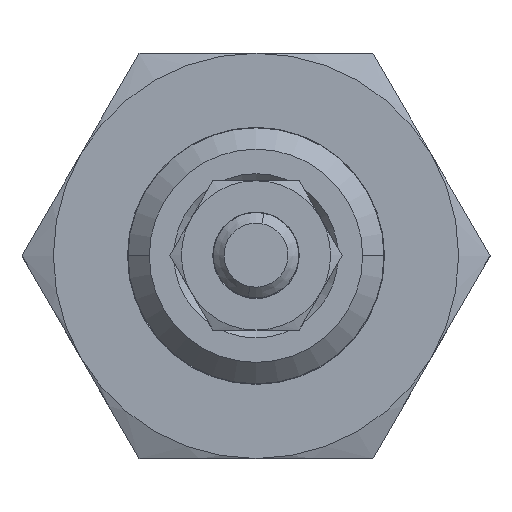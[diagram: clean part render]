
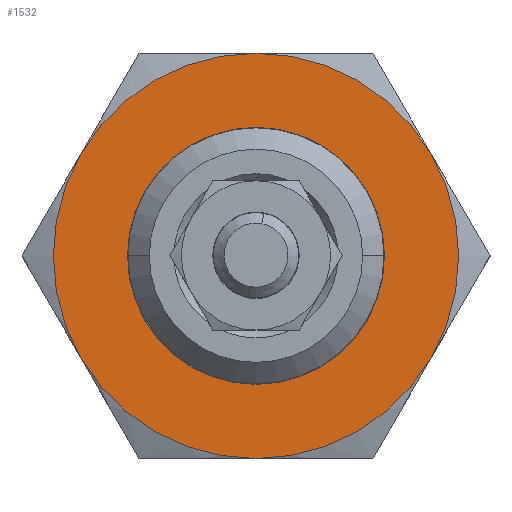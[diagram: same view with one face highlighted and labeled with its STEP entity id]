
A CAD part, top view. The second image highlights one B-rep face of the part: STEP entity #1532.
In plain terms, the highlighted planar face has unit normal (0, 0, 1).
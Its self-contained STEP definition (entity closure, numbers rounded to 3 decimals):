
#175 = DIRECTION ( 'NONE',  ( 0.866, -0.5, 0. ) ) ;
#518 = ORIENTED_EDGE ( 'NONE', *, *, #1379, .T. ) ;
#535 = CARTESIAN_POINT ( 'NONE',  ( 0., 0., 80. ) ) ;
#633 = CIRCLE ( 'NONE', #4644, 9.5 ) ;
#794 = DIRECTION ( 'NONE',  ( 0., 0., -1. ) ) ;
#877 = DIRECTION ( 'NONE',  ( 0.866, -0.5, 0. ) ) ;
#1222 = DIRECTION ( 'NONE',  ( 0., 0., -1. ) ) ;
#1296 = ORIENTED_EDGE ( 'NONE', *, *, #5943, .T. ) ;
#1379 = EDGE_CURVE ( 'NONE', #3779, #11032, #5518, .T. ) ;
#1431 = CARTESIAN_POINT ( 'NONE',  ( -8.227, -4.75, 80. ) ) ;
#1532 = ADVANCED_FACE ( 'NONE', ( #10489, #8883 ), #5209, .F. ) ;
#1569 = CARTESIAN_POINT ( 'NONE',  ( 0., 9.5, 80. ) ) ;
#1640 = DIRECTION ( 'NONE',  ( 0.866, -0.5, 0. ) ) ;
#1926 = AXIS2_PLACEMENT_3D ( 'NONE', #2556, #4280, #1640 ) ;
#2151 = CIRCLE ( 'NONE', #6204, 9.5 ) ;
#2171 = EDGE_CURVE ( 'NONE', #9704, #5156, #6267, .T. ) ;
#2255 = DIRECTION ( 'NONE',  ( 0.866, -0.5, 0. ) ) ;
#2556 = CARTESIAN_POINT ( 'NONE',  ( 0., 0., 80. ) ) ;
#2574 = VERTEX_POINT ( 'NONE', #8847 ) ;
#2592 = EDGE_CURVE ( 'NONE', #2574, #8450, #8653, .T. ) ;
#2808 = CARTESIAN_POINT ( 'NONE',  ( 0., 0., 80. ) ) ;
#3267 = VERTEX_POINT ( 'NONE', #1569 ) ;
#3288 = DIRECTION ( 'NONE',  ( 0.866, -0.5, 0. ) ) ;
#3779 = VERTEX_POINT ( 'NONE', #5504 ) ;
#3788 = CARTESIAN_POINT ( 'NONE',  ( 8.227, -4.75, 80. ) ) ;
#3835 = EDGE_LOOP ( 'NONE', ( #1296, #518 ) ) ;
#3878 = EDGE_LOOP ( 'NONE', ( #8260, #4107, #8389, #7455, #7482, #4696 ) ) ;
#4107 = ORIENTED_EDGE ( 'NONE', *, *, #2592, .F. ) ;
#4110 = CIRCLE ( 'NONE', #7980, 9.5 ) ;
#4280 = DIRECTION ( 'NONE',  ( 0., 0., -1. ) ) ;
#4636 = DIRECTION ( 'NONE',  ( 0., 0., -1. ) ) ;
#4644 = AXIS2_PLACEMENT_3D ( 'NONE', #2808, #4636, #175 ) ;
#4696 = ORIENTED_EDGE ( 'NONE', *, *, #2171, .F. ) ;
#5030 = EDGE_CURVE ( 'NONE', #7530, #3267, #633, .T. ) ;
#5156 = VERTEX_POINT ( 'NONE', #1431 ) ;
#5209 = PLANE ( 'NONE',  #7366 ) ;
#5504 = CARTESIAN_POINT ( 'NONE',  ( 5.218, -3.012, 80. ) ) ;
#5518 = CIRCLE ( 'NONE', #7543, 6.025 ) ;
#5646 = EDGE_CURVE ( 'NONE', #5156, #7530, #8166, .T. ) ;
#5766 = DIRECTION ( 'NONE',  ( 0., 0., -1. ) ) ;
#5903 = AXIS2_PLACEMENT_3D ( 'NONE', #9760, #10508, #877 ) ;
#5938 = DIRECTION ( 'NONE',  ( 0.866, -0.5, 0. ) ) ;
#5943 = EDGE_CURVE ( 'NONE', #11032, #3779, #8174, .T. ) ;
#6204 = AXIS2_PLACEMENT_3D ( 'NONE', #535, #11038, #5938 ) ;
#6267 = CIRCLE ( 'NONE', #11242, 9.5 ) ;
#6634 = DIRECTION ( 'NONE',  ( 0., 0., -1. ) ) ;
#6923 = CARTESIAN_POINT ( 'NONE',  ( 0., 0., 80. ) ) ;
#7366 = AXIS2_PLACEMENT_3D ( 'NONE', #11358, #794, #10545 ) ;
#7455 = ORIENTED_EDGE ( 'NONE', *, *, #5030, .F. ) ;
#7482 = ORIENTED_EDGE ( 'NONE', *, *, #5646, .F. ) ;
#7530 = VERTEX_POINT ( 'NONE', #8677 ) ;
#7543 = AXIS2_PLACEMENT_3D ( 'NONE', #10123, #5766, #9273 ) ;
#7626 = AXIS2_PLACEMENT_3D ( 'NONE', #9213, #6634, #2255 ) ;
#7980 = AXIS2_PLACEMENT_3D ( 'NONE', #6923, #11160, #3288 ) ;
#8166 = CIRCLE ( 'NONE', #1926, 9.5 ) ;
#8174 = CIRCLE ( 'NONE', #7626, 6.025 ) ;
#8190 = EDGE_CURVE ( 'NONE', #3267, #2574, #4110, .T. ) ;
#8221 = CARTESIAN_POINT ( 'NONE',  ( 0., -9.5, 80. ) ) ;
#8260 = ORIENTED_EDGE ( 'NONE', *, *, #10833, .F. ) ;
#8269 = CARTESIAN_POINT ( 'NONE',  ( -5.218, 3.013, 80. ) ) ;
#8389 = ORIENTED_EDGE ( 'NONE', *, *, #8190, .F. ) ;
#8450 = VERTEX_POINT ( 'NONE', #3788 ) ;
#8653 = CIRCLE ( 'NONE', #5903, 9.5 ) ;
#8677 = CARTESIAN_POINT ( 'NONE',  ( -8.227, 4.75, 80. ) ) ;
#8847 = CARTESIAN_POINT ( 'NONE',  ( 8.227, 4.75, 80. ) ) ;
#8883 = FACE_OUTER_BOUND ( 'NONE', #3878, .T. ) ;
#9085 = CARTESIAN_POINT ( 'NONE',  ( 0., 0., 80. ) ) ;
#9213 = CARTESIAN_POINT ( 'NONE',  ( 0., 0., 80. ) ) ;
#9264 = DIRECTION ( 'NONE',  ( 0.866, -0.5, 0. ) ) ;
#9273 = DIRECTION ( 'NONE',  ( 0.866, -0.5, 0. ) ) ;
#9704 = VERTEX_POINT ( 'NONE', #8221 ) ;
#9760 = CARTESIAN_POINT ( 'NONE',  ( 0., 0., 80. ) ) ;
#10123 = CARTESIAN_POINT ( 'NONE',  ( 0., 0., 80. ) ) ;
#10489 = FACE_BOUND ( 'NONE', #3835, .T. ) ;
#10508 = DIRECTION ( 'NONE',  ( 0., 0., -1. ) ) ;
#10545 = DIRECTION ( 'NONE',  ( 0.866, -0.5, 0. ) ) ;
#10833 = EDGE_CURVE ( 'NONE', #8450, #9704, #2151, .T. ) ;
#11032 = VERTEX_POINT ( 'NONE', #8269 ) ;
#11038 = DIRECTION ( 'NONE',  ( 0., 0., -1. ) ) ;
#11160 = DIRECTION ( 'NONE',  ( 0., 0., -1. ) ) ;
#11242 = AXIS2_PLACEMENT_3D ( 'NONE', #9085, #1222, #9264 ) ;
#11358 = CARTESIAN_POINT ( 'NONE',  ( 0., 0., 80. ) ) ;
